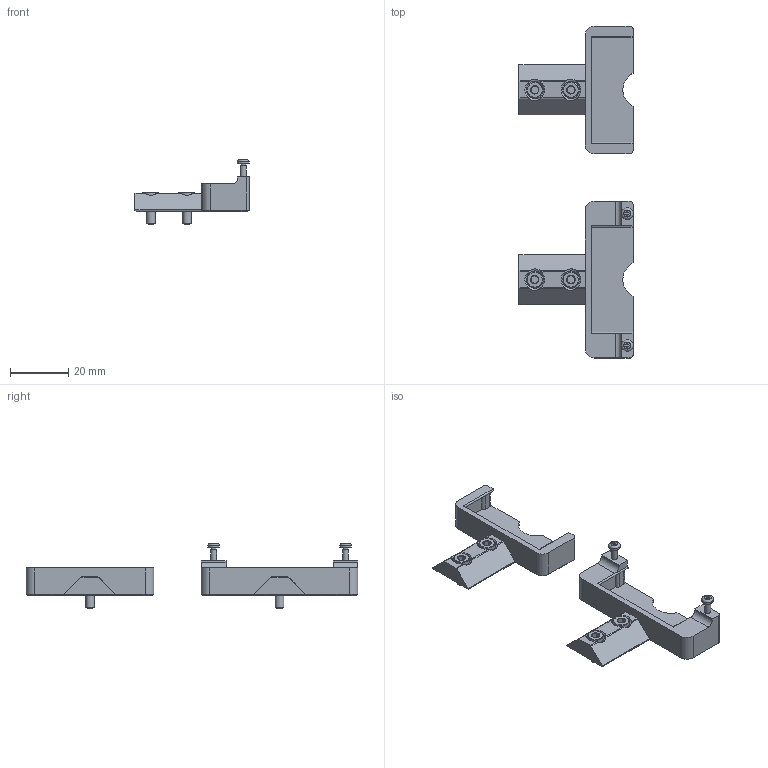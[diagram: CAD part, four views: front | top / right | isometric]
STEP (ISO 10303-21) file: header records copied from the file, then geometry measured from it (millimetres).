
FILE_DESCRIPTION(/* description */ (''),/* implementation_level */ '2;1');
FILE_NAME(/* name */ 'brush_holder_nosheetstop_sheetstop_rev2.step',/* time_stamp */ '2020-09-04T13:57:20+10:00',/* author */ (''),/* organization */ (''),/* preprocessor_version */ 'ST-DEVELOPER v18.1',/* originating_system */ 'Autodesk Translation Framework v9.3.0.1241',/* authorisation */ '');
FILE_SCHEMA (('AUTOMOTIVE_DESIGN { 1 0 10303 214 3 1 1 }'));
Length unit declared in the file: millimetre
Products named in the file (7): brush_holder_nosheetstop_sheetstop; M2X10 Self Tapping Screw; M3x8 SHCS (1); M2X10 Self Tapping Screw (1); M2X10 Self Tapping Screw (2); Brush Holder Sheet Stop; Brush Holder
Assembly tree (10 placements, depth 2):
  brush_holder_nosheetstop_sheetstop
    M2X10 Self Tapping Screw  x2
    M3x8 SHCS (1)  x4
    M2X10 Self Tapping Screw (1)
    M2X10 Self Tapping Screw (2)
    Brush Holder Sheet Stop
    Brush Holder
Bounding box: 39.3 x 114.37 x 22.35 mm (x, y, z)
Volume: 10387.8 mm3; surface area: 9291.5 mm2
Topology: 8 solids, 8 shells, 292 faces, 708 edges, 444 vertices
Faces by surface type: plane 150, cone 66, cylinder 56, bspline 16, torus 4
Full cylindrical faces by diameter (mm): 1.6 x2, 1.8 x2, 2 x2, 3 x4, 3.5 x4, 4 x2, 5.5 x4, 6 x4
Entity records: 7227 total; most frequent: CARTESIAN_POINT 2103, ORIENTED_EDGE 1056, DIRECTION 994, EDGE_CURVE 528, AXIS2_PLACEMENT_3D 345, VERTEX_POINT 338, LINE 304, VECTOR 304
